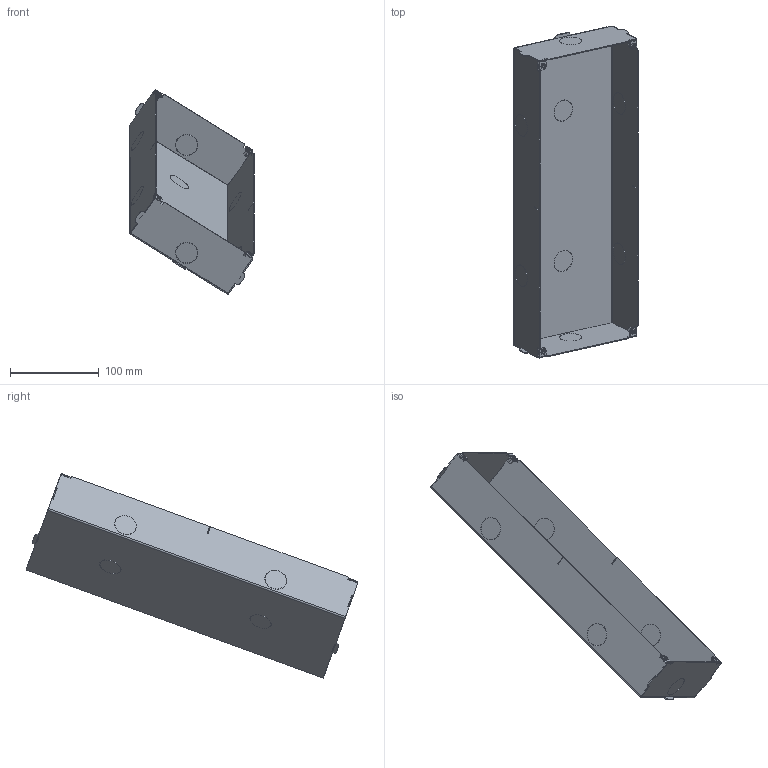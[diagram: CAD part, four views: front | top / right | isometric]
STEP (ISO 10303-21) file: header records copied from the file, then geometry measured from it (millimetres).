
FILE_DESCRIPTION(('CATIA V5 STEP Exchange'),'2;1');
FILE_NAME('VI-BOX5.stp','2024-03-21T09:12:41+00:00',('none'),('none'),'CATIA Version 5-6 Release 2016 SP6','CATIA V5 STEP AP203','none');
FILE_SCHEMA(('CONFIG_CONTROL_DESIGN'));
Length unit declared in the file: millimetre
Products named in the file (1): VI-BOX5
Assembly tree (2 placements, depth 2):
  VI-BOX5
    #57
    #101
Bounding box: 139.66 x 373.75 x 230.12 mm (x, y, z)
Volume: 98648.6 mm3; surface area: 201100.7 mm2
Topology: 7 solids, 7 shells, 510 faces, 1458 edges, 964 vertices
Faces by surface type: plane 350, cylinder 144, torus 16
Entity records: 15219 total; most frequent: ORIENTED_EDGE 2912, CARTESIAN_POINT 2686, DIRECTION 1986, EDGE_CURVE 1456, VECTOR 1090, LINE 1090, VERTEX_POINT 960, AXIS2_PLACEMENT_3D 632
